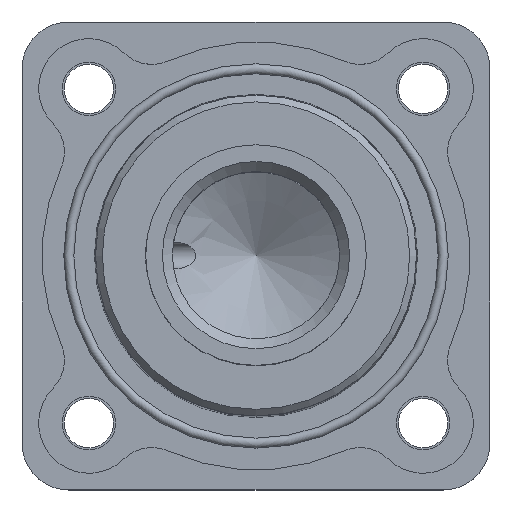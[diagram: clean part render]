
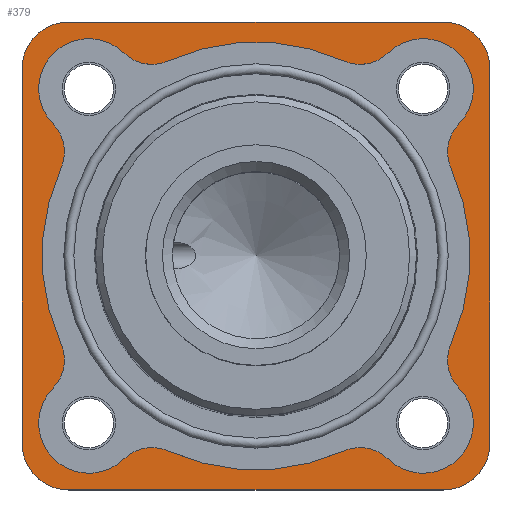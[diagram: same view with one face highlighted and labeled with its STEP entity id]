
A CAD part, top view. The second image highlights one B-rep face of the part: STEP entity #379.
In plain terms, the highlighted planar face has unit normal (0, 0, 1).
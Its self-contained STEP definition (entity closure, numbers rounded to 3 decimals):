
#119=LINE('',#1853,#151);
#123=LINE('',#1865,#155);
#127=LINE('',#1877,#159);
#130=LINE('',#1887,#162);
#151=VECTOR('',#1546,1.);
#155=VECTOR('',#1558,1.);
#159=VECTOR('',#1570,1.);
#162=VECTOR('',#1581,1.);
#297=FACE_BOUND('',#544,.T.);
#298=FACE_BOUND('',#545,.T.);
#379=ADVANCED_FACE('',(#297,#298),#407,.T.);
#407=PLANE('',#1269);
#544=EDGE_LOOP('',(#767,#768,#769,#770,#771,#772,#773,#774,#775,#776,#777,
#778,#779,#780,#781,#782));
#545=EDGE_LOOP('',(#783,#784,#785,#786,#787,#788,#789,#790));
#767=ORIENTED_EDGE('',*,*,#972,.F.);
#768=ORIENTED_EDGE('',*,*,#975,.F.);
#769=ORIENTED_EDGE('',*,*,#978,.F.);
#770=ORIENTED_EDGE('',*,*,#932,.F.);
#771=ORIENTED_EDGE('',*,*,#936,.F.);
#772=ORIENTED_EDGE('',*,*,#939,.F.);
#773=ORIENTED_EDGE('',*,*,#942,.F.);
#774=ORIENTED_EDGE('',*,*,#945,.F.);
#775=ORIENTED_EDGE('',*,*,#948,.F.);
#776=ORIENTED_EDGE('',*,*,#951,.F.);
#777=ORIENTED_EDGE('',*,*,#954,.F.);
#778=ORIENTED_EDGE('',*,*,#957,.F.);
#779=ORIENTED_EDGE('',*,*,#960,.F.);
#780=ORIENTED_EDGE('',*,*,#963,.F.);
#781=ORIENTED_EDGE('',*,*,#966,.F.);
#782=ORIENTED_EDGE('',*,*,#969,.F.);
#783=ORIENTED_EDGE('',*,*,#1023,.T.);
#784=ORIENTED_EDGE('',*,*,#1015,.T.);
#785=ORIENTED_EDGE('',*,*,#1012,.T.);
#786=ORIENTED_EDGE('',*,*,#1010,.T.);
#787=ORIENTED_EDGE('',*,*,#1006,.T.);
#788=ORIENTED_EDGE('',*,*,#1004,.T.);
#789=ORIENTED_EDGE('',*,*,#1000,.T.);
#790=ORIENTED_EDGE('',*,*,#998,.T.);
#832=VERTEX_POINT('',#1703);
#833=VERTEX_POINT('',#1704);
#836=VERTEX_POINT('',#1712);
#838=VERTEX_POINT('',#1718);
#840=VERTEX_POINT('',#1724);
#842=VERTEX_POINT('',#1730);
#844=VERTEX_POINT('',#1736);
#846=VERTEX_POINT('',#1742);
#848=VERTEX_POINT('',#1748);
#850=VERTEX_POINT('',#1754);
#852=VERTEX_POINT('',#1760);
#854=VERTEX_POINT('',#1766);
#856=VERTEX_POINT('',#1772);
#858=VERTEX_POINT('',#1778);
#860=VERTEX_POINT('',#1784);
#862=VERTEX_POINT('',#1790);
#882=VERTEX_POINT('',#1852);
#883=VERTEX_POINT('',#1854);
#884=VERTEX_POINT('',#1858);
#887=VERTEX_POINT('',#1866);
#888=VERTEX_POINT('',#1870);
#891=VERTEX_POINT('',#1878);
#892=VERTEX_POINT('',#1882);
#894=VERTEX_POINT('',#1888);
#932=EDGE_CURVE('',#832,#833,#1056,.T.);
#936=EDGE_CURVE('',#836,#832,#1058,.T.);
#939=EDGE_CURVE('',#838,#836,#1060,.T.);
#942=EDGE_CURVE('',#840,#838,#1062,.T.);
#945=EDGE_CURVE('',#842,#840,#1064,.T.);
#948=EDGE_CURVE('',#844,#842,#1066,.T.);
#951=EDGE_CURVE('',#846,#844,#1068,.T.);
#954=EDGE_CURVE('',#848,#846,#1070,.T.);
#957=EDGE_CURVE('',#850,#848,#1072,.T.);
#960=EDGE_CURVE('',#852,#850,#1074,.T.);
#963=EDGE_CURVE('',#854,#852,#1076,.T.);
#966=EDGE_CURVE('',#856,#854,#1078,.T.);
#969=EDGE_CURVE('',#858,#856,#1080,.T.);
#972=EDGE_CURVE('',#860,#858,#1082,.T.);
#975=EDGE_CURVE('',#862,#860,#1084,.T.);
#978=EDGE_CURVE('',#833,#862,#1086,.T.);
#998=EDGE_CURVE('',#883,#882,#119,.T.);
#1000=EDGE_CURVE('',#884,#883,#1104,.T.);
#1004=EDGE_CURVE('',#887,#884,#123,.T.);
#1006=EDGE_CURVE('',#888,#887,#1106,.T.);
#1010=EDGE_CURVE('',#891,#888,#127,.T.);
#1012=EDGE_CURVE('',#892,#891,#1108,.T.);
#1015=EDGE_CURVE('',#894,#892,#130,.T.);
#1023=EDGE_CURVE('',#882,#894,#1115,.T.);
#1056=CIRCLE('',#1162,16.);
#1058=CIRCLE('',#1165,3.);
#1060=CIRCLE('',#1168,3.75);
#1062=CIRCLE('',#1171,3.);
#1064=CIRCLE('',#1174,16.);
#1066=CIRCLE('',#1177,3.);
#1068=CIRCLE('',#1180,3.75);
#1070=CIRCLE('',#1183,3.);
#1072=CIRCLE('',#1186,16.);
#1074=CIRCLE('',#1189,3.);
#1076=CIRCLE('',#1192,3.75);
#1078=CIRCLE('',#1195,3.);
#1080=CIRCLE('',#1198,16.);
#1082=CIRCLE('',#1201,3.);
#1084=CIRCLE('',#1204,3.75);
#1086=CIRCLE('',#1207,3.);
#1104=CIRCLE('',#1245,3.5);
#1106=CIRCLE('',#1249,3.5);
#1108=CIRCLE('',#1253,3.5);
#1115=CIRCLE('',#1267,3.5);
#1162=AXIS2_PLACEMENT_3D('',#1702,#1364,#1365);
#1165=AXIS2_PLACEMENT_3D('',#1711,#1372,#1373);
#1168=AXIS2_PLACEMENT_3D('',#1717,#1379,#1380);
#1171=AXIS2_PLACEMENT_3D('',#1723,#1386,#1387);
#1174=AXIS2_PLACEMENT_3D('',#1729,#1393,#1394);
#1177=AXIS2_PLACEMENT_3D('',#1735,#1400,#1401);
#1180=AXIS2_PLACEMENT_3D('',#1741,#1407,#1408);
#1183=AXIS2_PLACEMENT_3D('',#1747,#1414,#1415);
#1186=AXIS2_PLACEMENT_3D('',#1753,#1421,#1422);
#1189=AXIS2_PLACEMENT_3D('',#1759,#1428,#1429);
#1192=AXIS2_PLACEMENT_3D('',#1765,#1435,#1436);
#1195=AXIS2_PLACEMENT_3D('',#1771,#1442,#1443);
#1198=AXIS2_PLACEMENT_3D('',#1777,#1449,#1450);
#1201=AXIS2_PLACEMENT_3D('',#1783,#1456,#1457);
#1204=AXIS2_PLACEMENT_3D('',#1789,#1463,#1464);
#1207=AXIS2_PLACEMENT_3D('',#1795,#1470,#1471);
#1245=AXIS2_PLACEMENT_3D('',#1857,#1550,#1551);
#1249=AXIS2_PLACEMENT_3D('',#1869,#1562,#1563);
#1253=AXIS2_PLACEMENT_3D('',#1881,#1574,#1575);
#1267=AXIS2_PLACEMENT_3D('',#1907,#1606,#1607);
#1269=AXIS2_PLACEMENT_3D('',#1909,#1610,#1611);
#1364=DIRECTION('',(0.,0.,1.));
#1365=DIRECTION('',(1.,0.,0.));
#1372=DIRECTION('',(0.,0.,-1.));
#1373=DIRECTION('',(1.,0.,0.));
#1379=DIRECTION('',(0.,0.,1.));
#1380=DIRECTION('',(1.,0.,0.));
#1386=DIRECTION('',(0.,0.,-1.));
#1387=DIRECTION('',(1.,0.,0.));
#1393=DIRECTION('',(0.,0.,1.));
#1394=DIRECTION('',(1.,0.,0.));
#1400=DIRECTION('',(0.,0.,-1.));
#1401=DIRECTION('',(1.,0.,0.));
#1407=DIRECTION('',(0.,0.,1.));
#1408=DIRECTION('',(1.,0.,0.));
#1414=DIRECTION('',(0.,0.,-1.));
#1415=DIRECTION('',(1.,0.,0.));
#1421=DIRECTION('',(0.,0.,1.));
#1422=DIRECTION('',(1.,0.,0.));
#1428=DIRECTION('',(0.,0.,-1.));
#1429=DIRECTION('',(1.,0.,0.));
#1435=DIRECTION('',(0.,0.,1.));
#1436=DIRECTION('',(1.,0.,0.));
#1442=DIRECTION('',(0.,0.,-1.));
#1443=DIRECTION('',(1.,0.,0.));
#1449=DIRECTION('',(0.,0.,1.));
#1450=DIRECTION('',(1.,0.,0.));
#1456=DIRECTION('',(0.,0.,-1.));
#1457=DIRECTION('',(1.,0.,0.));
#1463=DIRECTION('',(0.,0.,1.));
#1464=DIRECTION('',(1.,0.,0.));
#1470=DIRECTION('',(0.,0.,-1.));
#1471=DIRECTION('',(1.,0.,0.));
#1546=DIRECTION('',(1.,0.,0.));
#1550=DIRECTION('',(0.,0.,1.));
#1551=DIRECTION('',(1.,0.,0.));
#1558=DIRECTION('',(0.,-1.,0.));
#1562=DIRECTION('',(0.,0.,1.));
#1563=DIRECTION('',(1.,0.,0.));
#1570=DIRECTION('',(-1.,0.,0.));
#1574=DIRECTION('',(0.,0.,1.));
#1575=DIRECTION('',(1.,0.,0.));
#1581=DIRECTION('',(0.,1.,0.));
#1606=DIRECTION('',(0.,0.,1.));
#1607=DIRECTION('',(1.,0.,0.));
#1610=DIRECTION('',(0.,0.,1.));
#1611=DIRECTION('',(1.,0.,0.));
#1702=CARTESIAN_POINT('',(0.,0.,3.5));
#1703=CARTESIAN_POINT('',(6.557,14.595,3.5));
#1704=CARTESIAN_POINT('',(-6.557,14.595,3.5));
#1711=CARTESIAN_POINT('',(7.786,17.331,3.5));
#1712=CARTESIAN_POINT('',(9.881,15.184,3.5));
#1717=CARTESIAN_POINT('',(12.5,12.5,3.5));
#1718=CARTESIAN_POINT('',(15.184,9.881,3.5));
#1723=CARTESIAN_POINT('',(17.331,7.786,3.5));
#1724=CARTESIAN_POINT('',(14.595,6.557,3.5));
#1729=CARTESIAN_POINT('',(0.,0.,3.5));
#1730=CARTESIAN_POINT('',(14.595,-6.557,3.5));
#1735=CARTESIAN_POINT('',(17.331,-7.786,3.5));
#1736=CARTESIAN_POINT('',(15.184,-9.881,3.5));
#1741=CARTESIAN_POINT('',(12.5,-12.5,3.5));
#1742=CARTESIAN_POINT('',(9.881,-15.184,3.5));
#1747=CARTESIAN_POINT('',(7.786,-17.331,3.5));
#1748=CARTESIAN_POINT('',(6.557,-14.595,3.5));
#1753=CARTESIAN_POINT('',(0.,0.,3.5));
#1754=CARTESIAN_POINT('',(-6.557,-14.595,3.5));
#1759=CARTESIAN_POINT('',(-7.786,-17.331,3.5));
#1760=CARTESIAN_POINT('',(-9.881,-15.184,3.5));
#1765=CARTESIAN_POINT('',(-12.5,-12.5,3.5));
#1766=CARTESIAN_POINT('',(-15.184,-9.881,3.5));
#1771=CARTESIAN_POINT('',(-17.331,-7.786,3.5));
#1772=CARTESIAN_POINT('',(-14.595,-6.557,3.5));
#1777=CARTESIAN_POINT('',(0.,0.,3.5));
#1778=CARTESIAN_POINT('',(-14.595,6.557,3.5));
#1783=CARTESIAN_POINT('',(-17.331,7.786,3.5));
#1784=CARTESIAN_POINT('',(-15.184,9.881,3.5));
#1789=CARTESIAN_POINT('',(-12.5,12.5,3.5));
#1790=CARTESIAN_POINT('',(-9.881,15.184,3.5));
#1795=CARTESIAN_POINT('',(-7.786,17.331,3.5));
#1852=CARTESIAN_POINT('',(14.,-17.5,3.5));
#1853=CARTESIAN_POINT('',(-14.,-17.5,3.5));
#1854=CARTESIAN_POINT('',(-14.,-17.5,3.5));
#1857=CARTESIAN_POINT('',(-14.,-14.,3.5));
#1858=CARTESIAN_POINT('',(-17.5,-14.,3.5));
#1865=CARTESIAN_POINT('',(-17.5,14.,3.5));
#1866=CARTESIAN_POINT('',(-17.5,14.,3.5));
#1869=CARTESIAN_POINT('',(-14.,14.,3.5));
#1870=CARTESIAN_POINT('',(-14.,17.5,3.5));
#1877=CARTESIAN_POINT('',(14.,17.5,3.5));
#1878=CARTESIAN_POINT('',(14.,17.5,3.5));
#1881=CARTESIAN_POINT('',(14.,14.,3.5));
#1882=CARTESIAN_POINT('',(17.5,14.,3.5));
#1887=CARTESIAN_POINT('',(17.5,-14.,3.5));
#1888=CARTESIAN_POINT('',(17.5,-14.,3.5));
#1907=CARTESIAN_POINT('',(14.,-14.,3.5));
#1909=CARTESIAN_POINT('',(14.,-14.,3.5));
